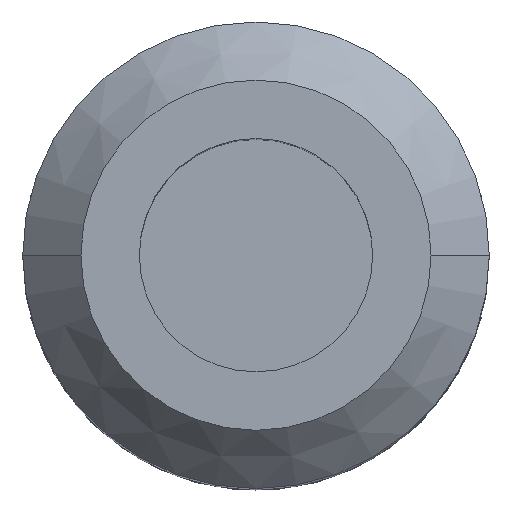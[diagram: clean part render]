
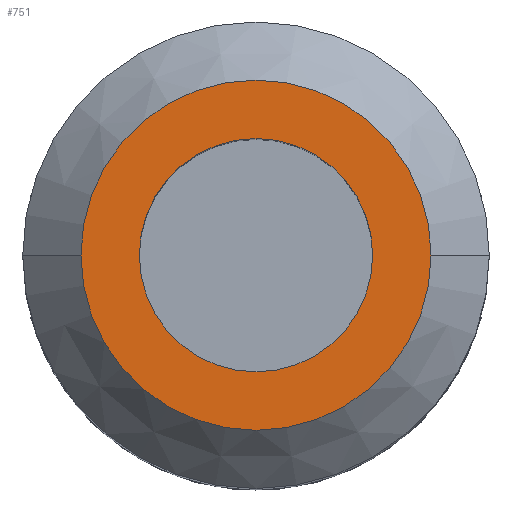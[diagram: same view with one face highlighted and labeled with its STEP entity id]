
A CAD part, top view. The second image highlights one B-rep face of the part: STEP entity #751.
In plain terms, the highlighted planar face has unit normal (0, 0, 1).
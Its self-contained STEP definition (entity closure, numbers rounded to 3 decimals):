
#125 = CARTESIAN_POINT ( 'NONE',  ( 0., 23.825, 152.4 ) ) ;
#134 = CARTESIAN_POINT ( 'NONE',  ( 15.875, 0., 152.4 ) ) ;
#149 = DIRECTION ( 'NONE',  ( 0., 0., 1. ) ) ;
#175 = CARTESIAN_POINT ( 'NONE',  ( -23.825, 0., 152.4 ) ) ;
#193 = EDGE_LOOP ( 'NONE', ( #1629, #1511 ) ) ;
#240 = CARTESIAN_POINT ( 'NONE',  ( 0., 0., 152.4 ) ) ;
#249 = FACE_BOUND ( 'NONE', #193, .T. ) ;
#286 = VERTEX_POINT ( 'NONE', #1211 ) ;
#337 = CARTESIAN_POINT ( 'NONE',  ( -15.875, 0., 152.4 ) ) ;
#390 = CARTESIAN_POINT ( 'NONE',  ( 0., 0., 152.4 ) ) ;
#432 = VERTEX_POINT ( 'NONE', #175 ) ;
#493 = CIRCLE ( 'NONE', #975, 15.875 ) ;
#521 = DIRECTION ( 'NONE',  ( -1., 0., 0. ) ) ;
#542 = FACE_OUTER_BOUND ( 'NONE', #1520, .T. ) ;
#551 = VERTEX_POINT ( 'NONE', #337 ) ;
#628 = CARTESIAN_POINT ( 'NONE',  ( 0., 0., 152.4 ) ) ;
#654 = DIRECTION ( 'NONE',  ( 0., 0., -1. ) ) ;
#666 = DIRECTION ( 'NONE',  ( 1., 0., 0. ) ) ;
#736 = CIRCLE ( 'NONE', #1253, 23.825 ) ;
#751 = ADVANCED_FACE ( 'NONE', ( #249, #542 ), #1746, .F. ) ;
#815 = AXIS2_PLACEMENT_3D ( 'NONE', #1493, #149, #666 ) ;
#843 = AXIS2_PLACEMENT_3D ( 'NONE', #125, #654, #521 ) ;
#853 = EDGE_CURVE ( 'NONE', #432, #286, #1092, .T. ) ;
#975 = AXIS2_PLACEMENT_3D ( 'NONE', #628, #1591, #1295 ) ;
#1015 = DIRECTION ( 'NONE',  ( 1., 0., 0. ) ) ;
#1023 = EDGE_CURVE ( 'NONE', #1668, #551, #1403, .T. ) ;
#1092 = CIRCLE ( 'NONE', #815, 23.825 ) ;
#1108 = EDGE_CURVE ( 'NONE', #551, #1668, #493, .T. ) ;
#1143 = EDGE_CURVE ( 'NONE', #286, #432, #736, .T. ) ;
#1211 = CARTESIAN_POINT ( 'NONE',  ( 23.825, 0., 152.4 ) ) ;
#1253 = AXIS2_PLACEMENT_3D ( 'NONE', #390, #1476, #1473 ) ;
#1295 = DIRECTION ( 'NONE',  ( 1., 0., 0. ) ) ;
#1304 = ORIENTED_EDGE ( 'NONE', *, *, #853, .T. ) ;
#1316 = ORIENTED_EDGE ( 'NONE', *, *, #1143, .T. ) ;
#1403 = CIRCLE ( 'NONE', #1507, 15.875 ) ;
#1473 = DIRECTION ( 'NONE',  ( 1., 0., 0. ) ) ;
#1476 = DIRECTION ( 'NONE',  ( 0., 0., 1. ) ) ;
#1493 = CARTESIAN_POINT ( 'NONE',  ( 0., 0., 152.4 ) ) ;
#1507 = AXIS2_PLACEMENT_3D ( 'NONE', #240, #1602, #1015 ) ;
#1511 = ORIENTED_EDGE ( 'NONE', *, *, #1108, .F. ) ;
#1520 = EDGE_LOOP ( 'NONE', ( #1304, #1316 ) ) ;
#1591 = DIRECTION ( 'NONE',  ( 0., 0., 1. ) ) ;
#1602 = DIRECTION ( 'NONE',  ( 0., 0., 1. ) ) ;
#1629 = ORIENTED_EDGE ( 'NONE', *, *, #1023, .F. ) ;
#1668 = VERTEX_POINT ( 'NONE', #134 ) ;
#1746 = PLANE ( 'NONE',  #843 ) ;
